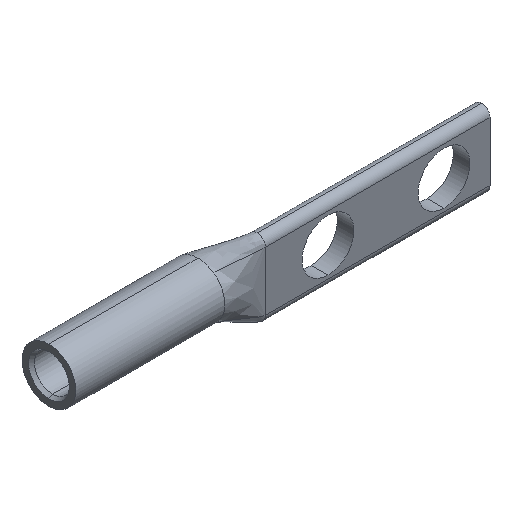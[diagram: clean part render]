
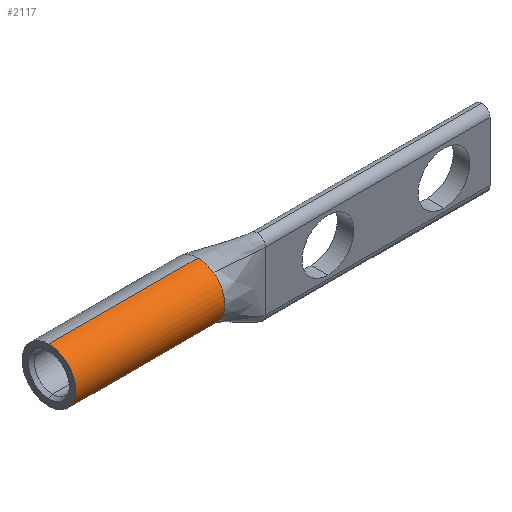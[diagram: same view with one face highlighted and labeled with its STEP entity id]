
A CAD part, isometric view. The second image highlights one B-rep face of the part: STEP entity #2117.
In plain terms, the highlighted cylindrical face has radius 3.708 mm (diameter 7.417 mm), a partial arc.
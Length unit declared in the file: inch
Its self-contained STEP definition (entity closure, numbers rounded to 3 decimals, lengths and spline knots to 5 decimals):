
#6 = CARTESIAN_POINT ( 'NONE',  ( 0.81, 0.04312, 0.1062 ) ) ;
#17 = CARTESIAN_POINT ( 'NONE',  ( 0.81, 0., 0.02336 ) ) ;
#18 = EDGE_CURVE ( 'NONE', #1378, #1717, #646, .T. ) ;
#110 = CARTESIAN_POINT ( 'NONE',  ( 0.81, 0.13022, 0.14602 ) ) ;
#117 = CARTESIAN_POINT ( 'NONE',  ( 0., 0., 0.01911 ) ) ;
#273 = CARTESIAN_POINT ( 'NONE',  ( 0., 0.05628, -0.11675 ) ) ;
#274 = EDGE_CURVE ( 'NONE', #1378, #1870, #1576, .T. ) ;
#287 = VERTEX_POINT ( 'NONE', #2311 ) ;
#298 = EDGE_LOOP ( 'NONE', ( #1030, #401, #925, #1173, #532, #1229 ) ) ;
#332 = EDGE_CURVE ( 'NONE', #287, #1088, #2302, .T. ) ;
#369 = CARTESIAN_POINT ( 'NONE',  ( 0.81, 0.02728, -0.08813 ) ) ;
#401 = ORIENTED_EDGE ( 'NONE', *, *, #731, .T. ) ;
#412 = CARTESIAN_POINT ( 'NONE',  ( 0., 0.146, 0.146 ) ) ;
#447 = CARTESIAN_POINT ( 'NONE',  ( 0., 0.05628, 0.11675 ) ) ;
#457 = CARTESIAN_POINT ( 'NONE',  ( 0., 0.10778, -0.1422 ) ) ;
#461 = CARTESIAN_POINT ( 'NONE',  ( 0.81, 0.07314, 0.12722 ) ) ;
#467 = CARTESIAN_POINT ( 'NONE',  ( 0., 0.0038, -0.03822 ) ) ;
#482 = CARTESIAN_POINT ( 'NONE',  ( 0.81, 0.146, 0.14601 ) ) ;
#512 = DIRECTION ( 'NONE',  ( -1., 0., 0. ) ) ;
#519 = CARTESIAN_POINT ( 'NONE',  ( 0.81, 0.00571, 0.0467 ) ) ;
#532 = ORIENTED_EDGE ( 'NONE', *, *, #274, .T. ) ;
#550 = CARTESIAN_POINT ( 'NONE',  ( 0.81, 0.06226, -0.1196 ) ) ;
#589 = EDGE_CURVE ( 'NONE', #2246, #1717, #1949, .T. ) ;
#605 = CARTESIAN_POINT ( 'NONE',  ( 0., 0.146, -0.146 ) ) ;
#622 = CARTESIAN_POINT ( 'NONE',  ( 0.81, 0.07443, -0.12812 ) ) ;
#637 = AXIS2_PLACEMENT_3D ( 'NONE', #650, #1037, #2288 ) ;
#639 = CARTESIAN_POINT ( 'NONE',  ( 0., 0.01843, 0.07353 ) ) ;
#646 = B_SPLINE_CURVE_WITH_KNOTS ( 'NONE', 3,
 ( #482, #110, #1895, #461, #1740 ),
 .UNSPECIFIED., .F., .F.,
 ( 4, 1, 4 ),
 ( 0., 0.5, 1. ),
 .UNSPECIFIED. ) ;
#650 = CARTESIAN_POINT ( 'NONE',  ( -0.52727, 0.146, 0. ) ) ;
#659 = CARTESIAN_POINT ( 'NONE',  ( 0.81, 0.06226, 0.1196 ) ) ;
#694 = CYLINDRICAL_SURFACE ( 'NONE', #637, 0.146 ) ;
#722 = CARTESIAN_POINT ( 'NONE',  ( -0.52727, 0.146, 0.146 ) ) ;
#731 = EDGE_CURVE ( 'NONE', #287, #2246, #890, .T. ) ;
#756 = CARTESIAN_POINT ( 'NONE',  ( 0.81, 0.06226, -0.1196 ) ) ;
#779 = CARTESIAN_POINT ( 'NONE',  ( 0.81, 0.13114, -0.146 ) ) ;
#890 = B_SPLINE_CURVE_WITH_KNOTS ( 'NONE', 3,
 ( #1152, #779, #1494, #1692, #622, #1533 ),
 .UNSPECIFIED., .F., .F.,
 ( 4, 2, 4 ),
 ( 0., 0.5, 1. ),
 .UNSPECIFIED. ) ;
#902 = CARTESIAN_POINT ( 'NONE',  ( 0.81, 0.04312, -0.1062 ) ) ;
#925 = ORIENTED_EDGE ( 'NONE', *, *, #589, .T. ) ;
#932 = CARTESIAN_POINT ( 'NONE',  ( 0.81, 0.146, 0.14601 ) ) ;
#980 = CARTESIAN_POINT ( 'NONE',  ( 0., 0.07247, 0.12757 ) ) ;
#1030 = ORIENTED_EDGE ( 'NONE', *, *, #332, .F. ) ;
#1037 = DIRECTION ( 'NONE',  ( -1., 0., 0. ) ) ;
#1049 = DIRECTION ( 'NONE',  ( -1., 0., 0. ) ) ;
#1082 = CARTESIAN_POINT ( 'NONE',  ( -0.52727, 0.146, -0.146 ) ) ;
#1088 = VERTEX_POINT ( 'NONE', #605 ) ;
#1090 = CARTESIAN_POINT ( 'NONE',  ( 0.81, 0., -0.02336 ) ) ;
#1152 = CARTESIAN_POINT ( 'NONE',  ( 0.81, 0.146, -0.14601 ) ) ;
#1169 = CARTESIAN_POINT ( 'NONE',  ( 0., 0., -0.01911 ) ) ;
#1173 = ORIENTED_EDGE ( 'NONE', *, *, #18, .F. ) ;
#1179 = CARTESIAN_POINT ( 'NONE',  ( 0., 0.10778, 0.1422 ) ) ;
#1199 = FACE_OUTER_BOUND ( 'NONE', #298, .T. ) ;
#1201 = CARTESIAN_POINT ( 'NONE',  ( 0., 0.02925, 0.08972 ) ) ;
#1229 = ORIENTED_EDGE ( 'NONE', *, *, #1554, .T. ) ;
#1350 = CARTESIAN_POINT ( 'NONE',  ( 0., 0.01843, -0.07353 ) ) ;
#1378 = VERTEX_POINT ( 'NONE', #932 ) ;
#1439 = B_SPLINE_CURVE_WITH_KNOTS ( 'NONE', 3,
 ( #2289, #1921, #1179, #980, #447, #1201, #639, #1711, #117, #1169, #467, #1350, #1564, #273, #2086, #457, #2107, #1910 ),
 .UNSPECIFIED., .F., .F.,
 ( 4, 2, 2, 2, 2, 2, 2, 2, 4 ),
 ( 0., 0.125, 0.25, 0.375, 0.5, 0.625, 0.75, 0.875, 1. ),
 .UNSPECIFIED. ) ;
#1472 = VECTOR ( 'NONE', #512, 39.37008 ) ;
#1494 = CARTESIAN_POINT ( 'NONE',  ( 0.81, 0.11627, -0.14371 ) ) ;
#1533 = CARTESIAN_POINT ( 'NONE',  ( 0.81, 0.06226, -0.1196 ) ) ;
#1554 = EDGE_CURVE ( 'NONE', #1870, #1088, #1439, .T. ) ;
#1564 = CARTESIAN_POINT ( 'NONE',  ( 0., 0.02925, -0.08972 ) ) ;
#1576 = LINE ( 'NONE', #722, #1472 ) ;
#1628 = CARTESIAN_POINT ( 'NONE',  ( 0.81, 0.00571, -0.0467 ) ) ;
#1668 = VECTOR ( 'NONE', #1049, 39.37008 ) ;
#1692 = CARTESIAN_POINT ( 'NONE',  ( 0.81, 0.08792, -0.13477 ) ) ;
#1711 = CARTESIAN_POINT ( 'NONE',  ( 0., 0.0038, 0.03822 ) ) ;
#1717 = VERTEX_POINT ( 'NONE', #659 ) ;
#1740 = CARTESIAN_POINT ( 'NONE',  ( 0.81, 0.06226, 0.1196 ) ) ;
#1827 = CARTESIAN_POINT ( 'NONE',  ( 0.81, 0.06226, 0.1196 ) ) ;
#1838 = CARTESIAN_POINT ( 'NONE',  ( 0.81, 0.02728, 0.08813 ) ) ;
#1870 = VERTEX_POINT ( 'NONE', #412 ) ;
#1895 = CARTESIAN_POINT ( 'NONE',  ( 0.81, 0.09866, 0.14064 ) ) ;
#1910 = CARTESIAN_POINT ( 'NONE',  ( 0., 0.146, -0.146 ) ) ;
#1921 = CARTESIAN_POINT ( 'NONE',  ( 0., 0.12689, 0.146 ) ) ;
#1949 = B_SPLINE_CURVE_WITH_KNOTS ( 'NONE', 3,
 ( #756, #902, #369, #1628, #1090, #17, #519, #1838, #6, #1827 ),
 .UNSPECIFIED., .F., .F.,
 ( 4, 2, 2, 2, 4 ),
 ( 0., 0.25, 0.5, 0.75, 1. ),
 .UNSPECIFIED. ) ;
#2086 = CARTESIAN_POINT ( 'NONE',  ( 0., 0.07247, -0.12757 ) ) ;
#2107 = CARTESIAN_POINT ( 'NONE',  ( 0., 0.12689, -0.146 ) ) ;
#2117 = ADVANCED_FACE ( 'NONE', ( #1199 ), #694, .T. ) ;
#2246 = VERTEX_POINT ( 'NONE', #550 ) ;
#2288 = DIRECTION ( 'NONE',  ( 0., 0., 1. ) ) ;
#2289 = CARTESIAN_POINT ( 'NONE',  ( 0., 0.146, 0.146 ) ) ;
#2302 = LINE ( 'NONE', #1082, #1668 ) ;
#2311 = CARTESIAN_POINT ( 'NONE',  ( 0.81, 0.146, -0.14601 ) ) ;
